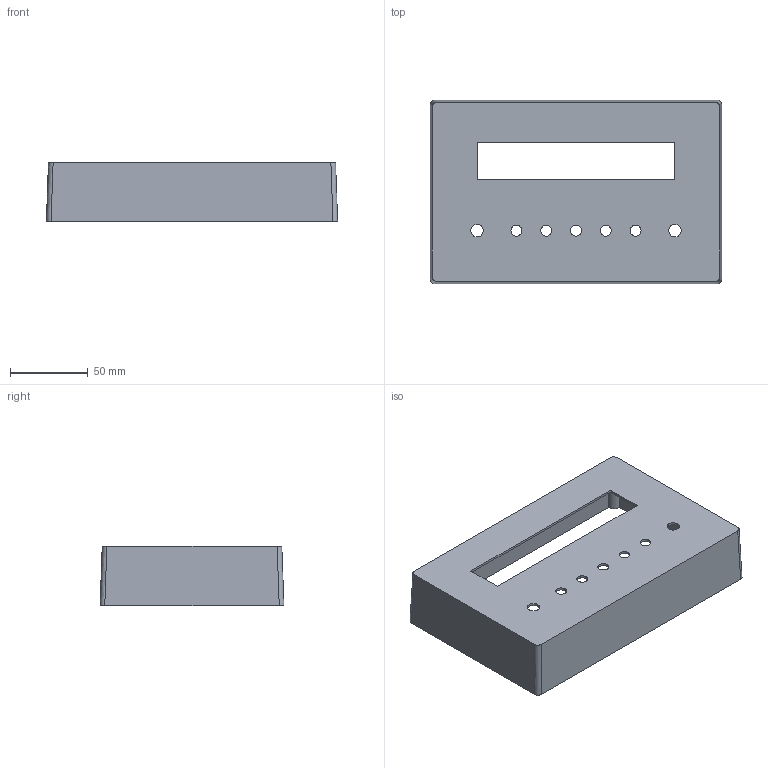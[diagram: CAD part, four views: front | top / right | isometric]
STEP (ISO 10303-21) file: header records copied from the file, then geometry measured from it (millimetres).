
FILE_DESCRIPTION(('FreeCAD Model'),'2;1');
FILE_NAME('Open CASCADE Shape Model','2024-05-23T15:43:25',('Author'),( ''),'Open CASCADE STEP processor 7.6','FreeCAD','Unknown');
FILE_SCHEMA(('AUTOMOTIVE_DESIGN { 1 0 10303 214 1 1 1 1 }'));
Length unit declared in the file: millimetre
Products named in the file (1): Pocket002
Bounding box: 187 x 118 x 38 mm (x, y, z)
Volume: 60505.8 mm3; surface area: 82081.3 mm2
Topology: 1 solids, 1 shells, 50 faces, 125 edges, 82 vertices
Faces by surface type: bspline 20, plane 15, cylinder 15
Full cylindrical faces by diameter (mm): 3 x4, 7 x5, 8 x2
Entity records: 2690 total; most frequent: CARTESIAN_POINT 1545, ORIENTED_EDGE 250, DIRECTION 181, EDGE_CURVE 125, VERTEX_POINT 82, FACE_BOUND 71, EDGE_LOOP 71, AXIS2_PLACEMENT_3D 63
